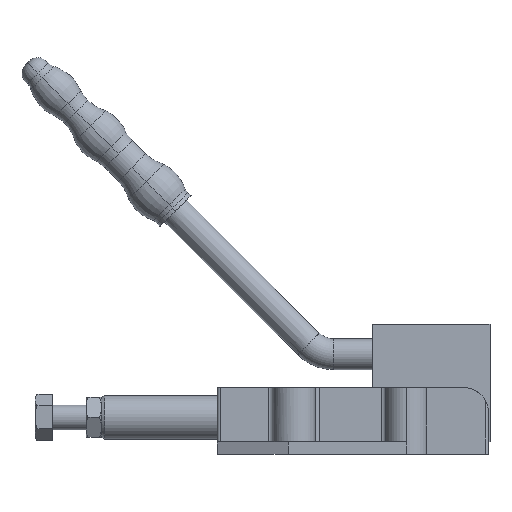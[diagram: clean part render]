
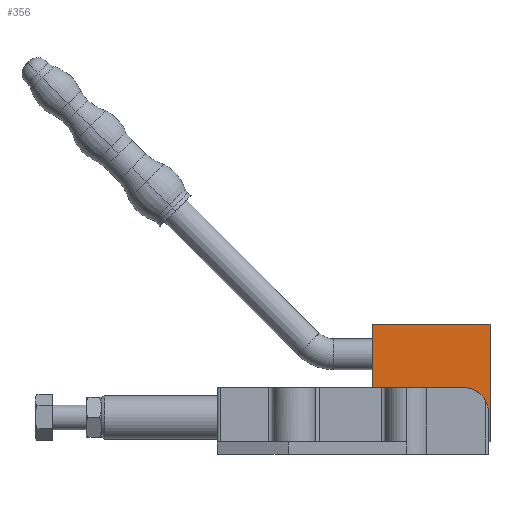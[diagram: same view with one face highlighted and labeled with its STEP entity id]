
A CAD part, top view. The second image highlights one B-rep face of the part: STEP entity #356.
In plain terms, the highlighted planar face has unit normal (0, 0, 1).
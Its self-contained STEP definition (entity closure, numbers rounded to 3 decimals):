
#356 = ADVANCED_FACE( '', ( #664, #665, #666 ), #667, .T. );
#664 = FACE_BOUND( '', #1103, .T. );
#665 = FACE_BOUND( '', #1104, .T. );
#666 = FACE_OUTER_BOUND( '', #1105, .T. );
#667 = PLANE( '', #1106 );
#1103 = EDGE_LOOP( '', ( #2091, #2092 ) );
#1104 = EDGE_LOOP( '', ( #2093, #2094 ) );
#1105 = EDGE_LOOP( '', ( #2095, #2096, #2097, #2098 ) );
#1106 = AXIS2_PLACEMENT_3D( '', #2099, #2100, #2101 );
#2091 = ORIENTED_EDGE( '', *, *, #3189, .T. );
#2092 = ORIENTED_EDGE( '', *, *, #3127, .T. );
#2093 = ORIENTED_EDGE( '', *, *, #3190, .T. );
#2094 = ORIENTED_EDGE( '', *, *, #3135, .T. );
#2095 = ORIENTED_EDGE( '', *, *, #3166, .T. );
#2096 = ORIENTED_EDGE( '', *, *, #3188, .F. );
#2097 = ORIENTED_EDGE( '', *, *, #3158, .T. );
#2098 = ORIENTED_EDGE( '', *, *, #3174, .T. );
#2099 = CARTESIAN_POINT( '', ( 50.4, -7.9, 6.35 ) );
#2100 = DIRECTION( '', ( 0., 0., 1. ) );
#2101 = DIRECTION( '', ( 0., -1., 0. ) );
#3127 = EDGE_CURVE( '', #3803, #3807, #3809, .T. );
#3135 = EDGE_CURVE( '', #3819, #3823, #3825, .T. );
#3158 = EDGE_CURVE( '', #3863, #3860, #3864, .T. );
#3166 = EDGE_CURVE( '', #3877, #3878, #3879, .T. );
#3174 = EDGE_CURVE( '', #3860, #3877, #3893, .T. );
#3188 = EDGE_CURVE( '', #3863, #3878, #3907, .T. );
#3189 = EDGE_CURVE( '', #3807, #3803, #3908, .T. );
#3190 = EDGE_CURVE( '', #3823, #3819, #3909, .T. );
#3803 = VERTEX_POINT( '', #4736 );
#3807 = VERTEX_POINT( '', #4741 );
#3809 = CIRCLE( '', #4744, 2. );
#3819 = VERTEX_POINT( '', #4756 );
#3823 = VERTEX_POINT( '', #4761 );
#3825 = CIRCLE( '', #4764, 3. );
#3860 = VERTEX_POINT( '', #4807 );
#3863 = VERTEX_POINT( '', #4811 );
#3864 = LINE( '', #4812, #4813 );
#3877 = VERTEX_POINT( '', #4832 );
#3878 = VERTEX_POINT( '', #4833 );
#3879 = LINE( '', #4834, #4835 );
#3893 = LINE( '', #4856, #4857 );
#3907 = LINE( '', #4877, #4878 );
#3908 = CIRCLE( '', #4879, 2. );
#3909 = CIRCLE( '', #4880, 3. );
#4736 = CARTESIAN_POINT( '', ( 82.6, 0., 6.35 ) );
#4741 = CARTESIAN_POINT( '', ( 78.6, 0., 6.35 ) );
#4744 = AXIS2_PLACEMENT_3D( '', #6177, #6178, #6179 );
#4756 = CARTESIAN_POINT( '', ( 67.6, -0.7, 6.35 ) );
#4761 = CARTESIAN_POINT( '', ( 61.6, -0.7, 6.35 ) );
#4764 = AXIS2_PLACEMENT_3D( '', #6193, #6194, #6195 );
#4807 = CARTESIAN_POINT( '', ( 50.4, -7.9, 6.35 ) );
#4811 = CARTESIAN_POINT( '', ( 50.4, 30.2, 6.35 ) );
#4812 = CARTESIAN_POINT( '', ( 50.4, 30.2, 6.35 ) );
#4813 = VECTOR( '', #6244, 1. );
#4832 = CARTESIAN_POINT( '', ( 88.5, -7.9, 6.35 ) );
#4833 = CARTESIAN_POINT( '', ( 88.5, 30.2, 6.35 ) );
#4834 = CARTESIAN_POINT( '', ( 88.5, 30.2, 6.35 ) );
#4835 = VECTOR( '', #6254, 1. );
#4856 = CARTESIAN_POINT( '', ( 50.4, -7.9, 6.35 ) );
#4857 = VECTOR( '', #6262, 1. );
#4877 = CARTESIAN_POINT( '', ( 50.4, 30.2, 6.35 ) );
#4878 = VECTOR( '', #6290, 1. );
#4879 = AXIS2_PLACEMENT_3D( '', #6291, #6292, #6293 );
#4880 = AXIS2_PLACEMENT_3D( '', #6294, #6295, #6296 );
#6177 = CARTESIAN_POINT( '', ( 80.6, 0., 6.35 ) );
#6178 = DIRECTION( '', ( 0., 0., -1. ) );
#6179 = DIRECTION( '', ( 1., 0., 0. ) );
#6193 = CARTESIAN_POINT( '', ( 64.6, -0.7, 6.35 ) );
#6194 = DIRECTION( '', ( 0., 0., -1. ) );
#6195 = DIRECTION( '', ( 1., 0., 0. ) );
#6244 = DIRECTION( '', ( 0., -1., 0. ) );
#6254 = DIRECTION( '', ( 0., 1., 0. ) );
#6262 = DIRECTION( '', ( 1., 0., 0. ) );
#6290 = DIRECTION( '', ( 1., 0., 0. ) );
#6291 = CARTESIAN_POINT( '', ( 80.6, 0., 6.35 ) );
#6292 = DIRECTION( '', ( 0., 0., -1. ) );
#6293 = DIRECTION( '', ( 1., 0., 0. ) );
#6294 = CARTESIAN_POINT( '', ( 64.6, -0.7, 6.35 ) );
#6295 = DIRECTION( '', ( 0., 0., -1. ) );
#6296 = DIRECTION( '', ( 1., 0., 0. ) );
